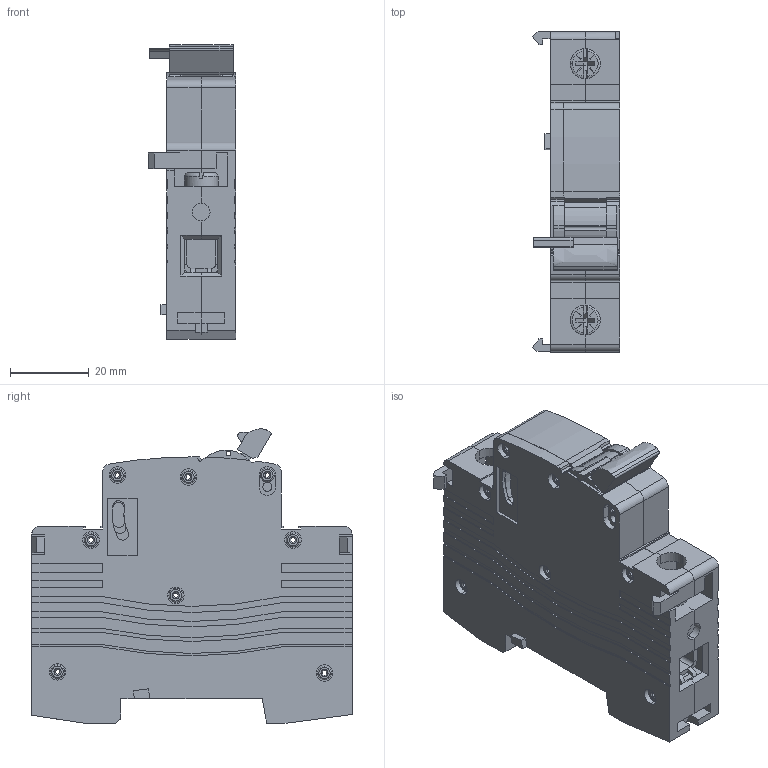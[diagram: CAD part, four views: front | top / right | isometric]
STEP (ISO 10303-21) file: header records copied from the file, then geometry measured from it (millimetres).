
FILE_DESCRIPTION (( 'STEP AP214' ), '1' );
FILE_NAME ('Íåçàâèñèìûé ðàñöåïèòåëü (ìèí. è ìàêñ. íàïðÿæåíèÿ AV-MM AV-SNT; 12-24Â AC-DC) EKF AVERES (av-snt(mm; snt-DC)-averes).STEP', '2024-06-18T05:11:49', ( '' ), ( '' ), 'SwSTEP 2.0', 'SolidWorks 2021', '' );
FILE_SCHEMA (( 'AUTOMOTIVE_DESIGN' ));
Length unit declared in the file: millimetre
Products named in the file (1): Íåçàâèñèìûé ðàñöåïèòåëü (ìèí. è ìàêñ. íàïðÿæåíèÿ AV-MM AV-SNT; 12-24Â AC-DC) EKF AVERES (av-snt(mm; snt-DC)-averes)
Bounding box: 22.19 x 81.2 x 74.6 mm (x, y, z)
Volume: 72677.7 mm3; surface area: 28808.9 mm2
Topology: 23 solids, 23 shells, 965 faces, 2494 edges, 1608 vertices
Faces by surface type: plane 630, cylinder 264, torus 70, bspline 1
Entity records: 30238 total; most frequent: CARTESIAN_POINT 5301, DIRECTION 5079, ORIENTED_EDGE 4988, EDGE_CURVE 2494, LINE 1767, VECTOR 1767, AXIS2_PLACEMENT_3D 1656, VERTEX_POINT 1608
